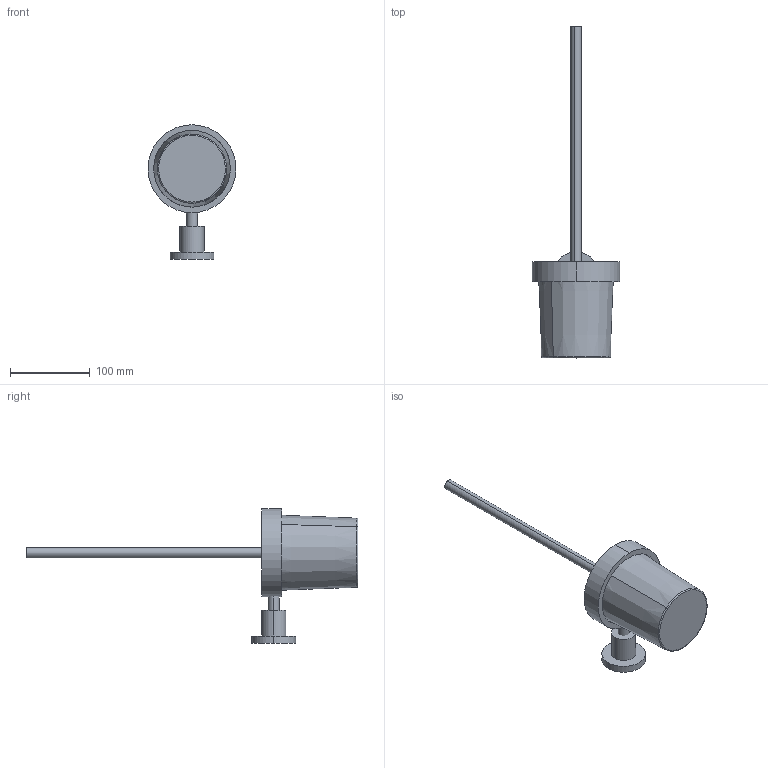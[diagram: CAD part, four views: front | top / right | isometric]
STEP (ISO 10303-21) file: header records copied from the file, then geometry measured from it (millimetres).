
FILE_DESCRIPTION (( 'STEP AP203' ), '1' );
FILE_NAME ('83900892-00.STEP', '2018-07-04T06:01:38', ( '' ), ( '' ), 'SwSTEP 2.0', 'SolidWorks 2017', '' );
FILE_SCHEMA (( 'CONFIG_CONTROL_DESIGN' ));
Length unit declared in the file: millimetre
Products named in the file (7): Topf-+-08.90.04.008.82_ _PDB_08900400882; Planungsmodell_Rohr_gerade-+-28.568.780-10_ _K111_14x25; Planungsmodell_Rohr-+-10.060.780-02_ _K14_D55x9,5_D30,3x32,5; Planungsmodell_Buerste-+-83.905.930-01_ _K1; 83900892-00; Planungsmodell_Ring-+-08.17.20.634.90-01_-; Planungsmodell_Rohr_gerade-+-28.568.780-10_ _K78_13x361
Assembly tree (6 placements, depth 2):
  83900892-00
    Planungsmodell_Ring-+-08.17.20.634.90-01_-
    Planungsmodell_Rohr_gerade-+-28.568.780-10_ _K78_13x361
    Topf-+-08.90.04.008.82_ _PDB_08900400882
    Planungsmodell_Rohr_gerade-+-28.568.780-10_ _K111_14x25
    Planungsmodell_Rohr-+-10.060.780-02_ _K14_D55x9,5_D30,3x32,5
    Planungsmodell_Buerste-+-83.905.930-01_ _K1
Bounding box: 110 x 415.28 x 168.22 mm (x, y, z)
Volume: 795734.9 mm3; surface area: 146920.4 mm2
Topology: 6 solids, 6 shells, 57 faces, 104 edges, 64 vertices
Faces by surface type: plane 15, torus 14, cylinder 14, cone 10, sphere 4
Entity records: 2175 total; most frequent: DIRECTION 316, CARTESIAN_POINT 234, ORIENTED_EDGE 208, AXIS2_PLACEMENT_3D 146, EDGE_CURVE 104, CIRCLE 80, EDGE_LOOP 64, VERTEX_POINT 64
